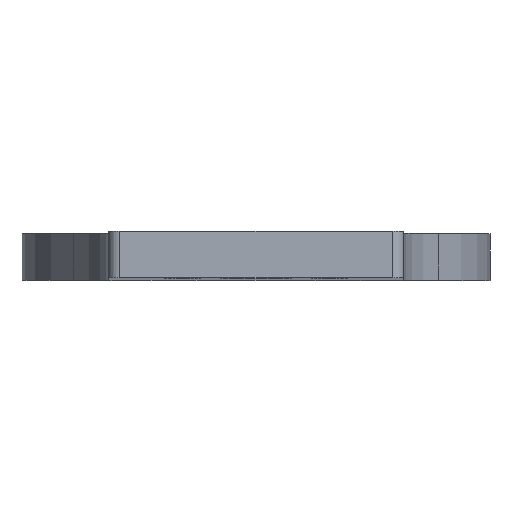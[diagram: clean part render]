
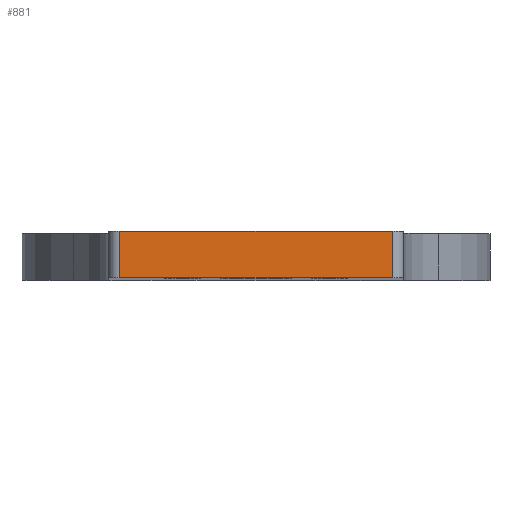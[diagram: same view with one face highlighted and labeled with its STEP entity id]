
A CAD part, top view. The second image highlights one B-rep face of the part: STEP entity #881.
In plain terms, the highlighted planar face has unit normal (0, 0, 1).
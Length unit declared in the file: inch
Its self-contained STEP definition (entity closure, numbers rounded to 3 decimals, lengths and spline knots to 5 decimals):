
#13 = CARTESIAN_POINT ( 'NONE',  ( -0.7874, 0.125, 8. ) ) ;
#40 = VERTEX_POINT ( 'NONE', #835 ) ;
#51 = ORIENTED_EDGE ( 'NONE', *, *, #962, .T. ) ;
#68 = VERTEX_POINT ( 'NONE', #527 ) ;
#123 = ORIENTED_EDGE ( 'NONE', *, *, #334, .T. ) ;
#185 = VERTEX_POINT ( 'NONE', #1260 ) ;
#230 = CARTESIAN_POINT ( 'NONE',  ( -0.72835, -0.125, 8. ) ) ;
#304 = LINE ( 'NONE', #966, #439 ) ;
#329 = LINE ( 'NONE', #1240, #694 ) ;
#334 = EDGE_CURVE ( 'NONE', #185, #68, #329, .T. ) ;
#407 = VERTEX_POINT ( 'NONE', #230 ) ;
#415 = DIRECTION ( 'NONE',  ( -1., 0., 0. ) ) ;
#419 = DIRECTION ( 'NONE',  ( 0., 0., -1. ) ) ;
#439 = VECTOR ( 'NONE', #861, 39.37008 ) ;
#483 = EDGE_LOOP ( 'NONE', ( #614, #51, #537, #123 ) ) ;
#509 = PLANE ( 'NONE',  #568 ) ;
#527 = CARTESIAN_POINT ( 'NONE',  ( 0.72835, 0.125, 8. ) ) ;
#537 = ORIENTED_EDGE ( 'NONE', *, *, #973, .T. ) ;
#568 = AXIS2_PLACEMENT_3D ( 'NONE', #13, #419, #415 ) ;
#614 = ORIENTED_EDGE ( 'NONE', *, *, #1226, .F. ) ;
#668 = VECTOR ( 'NONE', #820, 39.37008 ) ;
#683 = LINE ( 'NONE', #823, #668 ) ;
#694 = VECTOR ( 'NONE', #813, 39.37008 ) ;
#813 = DIRECTION ( 'NONE',  ( 0., 1., 0. ) ) ;
#820 = DIRECTION ( 'NONE',  ( 1., 0., 0. ) ) ;
#823 = CARTESIAN_POINT ( 'NONE',  ( -0.7874, -0.125, 8. ) ) ;
#835 = CARTESIAN_POINT ( 'NONE',  ( -0.72835, 0.125, 8. ) ) ;
#861 = DIRECTION ( 'NONE',  ( 0., -1., 0. ) ) ;
#881 = ADVANCED_FACE ( 'NONE', ( #1117 ), #509, .F. ) ;
#962 = EDGE_CURVE ( 'NONE', #40, #407, #304, .T. ) ;
#966 = CARTESIAN_POINT ( 'NONE',  ( -0.72835, 0.125, 8. ) ) ;
#973 = EDGE_CURVE ( 'NONE', #407, #185, #683, .T. ) ;
#979 = VECTOR ( 'NONE', #1185, 39.37008 ) ;
#1065 = CARTESIAN_POINT ( 'NONE',  ( -0.7874, 0.125, 8. ) ) ;
#1117 = FACE_OUTER_BOUND ( 'NONE', #483, .T. ) ;
#1185 = DIRECTION ( 'NONE',  ( 1., 0., 0. ) ) ;
#1188 = LINE ( 'NONE', #1065, #979 ) ;
#1226 = EDGE_CURVE ( 'NONE', #40, #68, #1188, .T. ) ;
#1240 = CARTESIAN_POINT ( 'NONE',  ( 0.72835, 0.125, 8. ) ) ;
#1260 = CARTESIAN_POINT ( 'NONE',  ( 0.72835, -0.125, 8. ) ) ;
